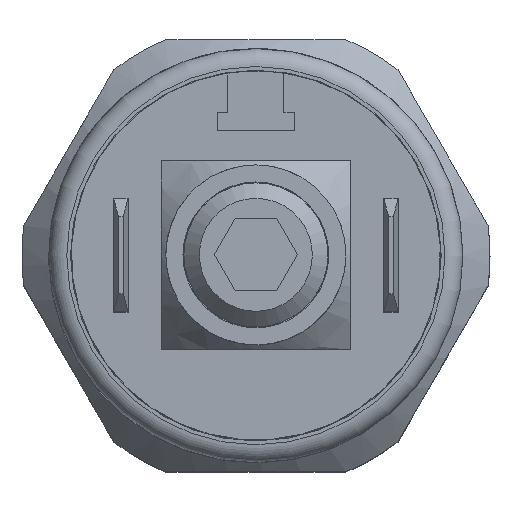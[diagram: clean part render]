
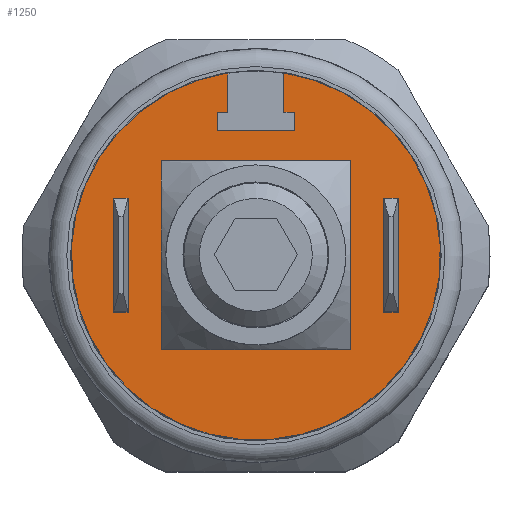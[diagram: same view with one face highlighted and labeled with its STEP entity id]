
A CAD part, top view. The second image highlights one B-rep face of the part: STEP entity #1250.
In plain terms, the highlighted planar face has unit normal (0, 0, 1).
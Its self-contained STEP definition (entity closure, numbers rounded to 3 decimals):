
#1250=ADVANCED_FACE('', (#1260,#1270), #1280, .T.);
#5720=AXIS2_PLACEMENT_3D('Ax2Pl3d', #5730, #5740, #5750);
#5840=AXIS2_PLACEMENT_3D('Ax2Pl3d', #5850, #5860, #5870);
#23500=CARTESIAN_POINT('', (-1.55,10.132,31.5));
#23510=CARTESIAN_POINT('', (-1.55,7.95,31.5));
#23520=CARTESIAN_POINT('', (-1.55,7.95,31.5));
#23580=CARTESIAN_POINT('', (1.55,10.132,31.5));
#5730=CARTESIAN_POINT('HicPkt', (0.,0.,31.5));
#5850=CARTESIAN_POINT('HicPkt', (-1.55,10.132,31.5));
#23710=CARTESIAN_POINT('', (1.55,10.132,31.5));
#23720=CARTESIAN_POINT('', (1.55,7.95,31.5));
#23730=CARTESIAN_POINT('', (1.55,7.95,31.5));
#23740=CARTESIAN_POINT('', (2.15,7.95,31.5));
#23750=CARTESIAN_POINT('', (2.15,7.95,31.5));
#23760=CARTESIAN_POINT('', (2.15,6.95,31.5));
#23770=CARTESIAN_POINT('', (2.15,6.95,31.5));
#23780=CARTESIAN_POINT('', (-2.15,6.95,31.5));
#23790=CARTESIAN_POINT('', (-2.15,6.95,31.5));
#23800=CARTESIAN_POINT('', (-2.15,7.95,31.5));
#23810=CARTESIAN_POINT('', (-2.15,7.95,31.5));
#23820=CARTESIAN_POINT('', (-5.25,5.25,31.5));
#23830=CARTESIAN_POINT('', (-5.25,-5.25,31.5));
#23840=CARTESIAN_POINT('', (-5.25,5.25,31.5));
#23850=CARTESIAN_POINT('', (5.25,5.25,31.5));
#23860=CARTESIAN_POINT('', (5.25,5.25,31.5));
#23870=CARTESIAN_POINT('', (5.25,-5.25,31.5));
#23880=CARTESIAN_POINT('', (5.25,-5.25,31.5));
#23890=CARTESIAN_POINT('', (-5.25,-5.25,31.5));
#25430=CIRCLE('Circle', #5720, 10.25);
#31660=DIRECTION('', (0.,-1.,0.));
#5740=DIRECTION('Axis', (0.,0.,1.));
#5750=DIRECTION('RefDirection', (1.,0.,0.));
#5860=DIRECTION('Axis', (0.,0.,1.));
#5870=DIRECTION('RefDirection', (1.,0.,0.));
#31760=DIRECTION('', (0.,1.,0.));
#31770=DIRECTION('', (-1.,0.,0.));
#31780=DIRECTION('', (0.,1.,0.));
#31790=DIRECTION('', (1.,0.,0.));
#31800=DIRECTION('', (0.,-1.,0.));
#31810=DIRECTION('', (-1.,0.,0.));
#31820=DIRECTION('', (0.,1.,0.));
#31830=DIRECTION('', (1.,0.,0.));
#31840=DIRECTION('', (0.,-1.,0.));
#31850=DIRECTION('', (-1.,0.,0.));
#33630=EDGE_CURVE('', #33610, #33640, #33650, .T.);
#33760=EDGE_CURVE('', #33610, #33740, #25430, .T.);
#33960=EDGE_CURVE('', #33970, #33740, #33980, .T.);
#33990=EDGE_CURVE('', #34000, #33970, #34010, .T.);
#34020=EDGE_CURVE('', #34030, #34000, #34040, .T.);
#34050=EDGE_CURVE('', #34060, #34030, #34070, .T.);
#34080=EDGE_CURVE('', #34090, #34060, #34100, .T.);
#34110=EDGE_CURVE('', #33640, #34090, #34120, .T.);
#34130=EDGE_CURVE('', #34140, #34150, #34160, .T.);
#34170=EDGE_CURVE('', #34150, #34180, #34190, .T.);
#34200=EDGE_CURVE('', #34180, #34210, #34220, .T.);
#34230=EDGE_CURVE('', #34210, #34140, #34240, .T.);
#38090=EDGE_LOOP('Edge_loop', (#38100,#38110,#38120,#38130,#38140,
#38150,#38160,#38170));
#38180=EDGE_LOOP('Edge_loop', (#38190,#38200,#38210,#38220));
#1270=FACE_BOUND('', #38180, .T.);
#1260=FACE_OUTER_BOUND('Face_outer_bound', #38090, .T.);
#33650=LINE('Line', #23510, #43110);
#33980=LINE('Line', #23710, #43210);
#34010=LINE('Line', #23730, #43220);
#34040=LINE('Line', #23750, #43230);
#34070=LINE('Line', #23770, #43240);
#34100=LINE('Line', #23790, #43250);
#34120=LINE('Line', #23810, #43260);
#34160=LINE('Line', #23820, #43270);
#34190=LINE('Line', #23850, #43280);
#34220=LINE('Line', #23870, #43290);
#34240=LINE('Line', #23890, #43300);
#38100=ORIENTED_EDGE('', *, *, #33630, .F.);
#38110=ORIENTED_EDGE('', *, *, #33760, .T.);
#38120=ORIENTED_EDGE('', *, *, #33960, .F.);
#38130=ORIENTED_EDGE('', *, *, #33990, .F.);
#38140=ORIENTED_EDGE('', *, *, #34020, .F.);
#38150=ORIENTED_EDGE('', *, *, #34050, .F.);
#38160=ORIENTED_EDGE('', *, *, #34080, .F.);
#38170=ORIENTED_EDGE('', *, *, #34110, .F.);
#38190=ORIENTED_EDGE('', *, *, #34130, .T.);
#38200=ORIENTED_EDGE('', *, *, #34170, .T.);
#38210=ORIENTED_EDGE('', *, *, #34200, .T.);
#38220=ORIENTED_EDGE('', *, *, #34230, .T.);
#1280=PLANE('Plane', #5840);
#43110=VECTOR('', #31660, 2.182);
#43210=VECTOR('', #31760, 2.182);
#43220=VECTOR('', #31770, 0.6);
#43230=VECTOR('', #31780, 1.);
#43240=VECTOR('', #31790, 4.3);
#43250=VECTOR('', #31800, 1.);
#43260=VECTOR('', #31810, 0.6);
#43270=VECTOR('', #31820, 10.5);
#43280=VECTOR('', #31830, 10.5);
#43290=VECTOR('', #31840, 10.5);
#43300=VECTOR('', #31850, 10.5);
#33610=VERTEX_POINT('', #23500);
#33640=VERTEX_POINT('', #23520);
#33740=VERTEX_POINT('', #23580);
#33970=VERTEX_POINT('', #23720);
#34000=VERTEX_POINT('', #23740);
#34030=VERTEX_POINT('', #23760);
#34060=VERTEX_POINT('', #23780);
#34090=VERTEX_POINT('', #23800);
#34140=VERTEX_POINT('', #23830);
#34150=VERTEX_POINT('', #23840);
#34180=VERTEX_POINT('', #23860);
#34210=VERTEX_POINT('', #23880);
